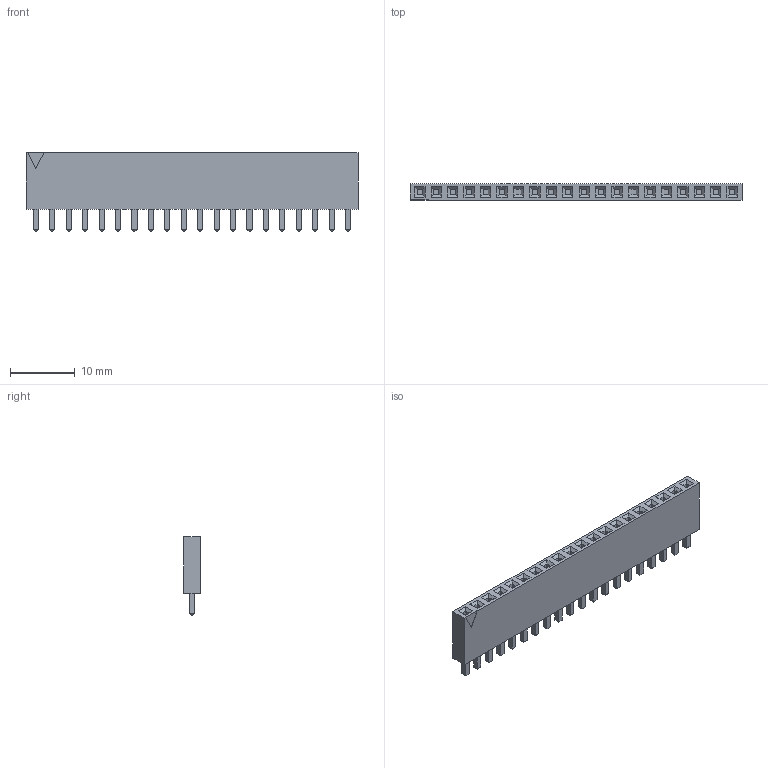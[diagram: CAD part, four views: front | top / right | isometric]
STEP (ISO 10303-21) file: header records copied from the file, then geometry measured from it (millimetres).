
FILE_DESCRIPTION(('FreeCAD Model'),'2;1');
FILE_NAME('2281641.1.1.stp','2021-04-16T05:18:52',( 'Author'),(''),'Open CASCADE STEP processor 6.9','FreeCAD','Unknown' );
FILE_SCHEMA(('AUTOMOTIVE_DESIGN { 1 0 10303 214 1 1 1 1 }'));
Length unit declared in the file: millimetre
Products named in the file (3): ASSEMBLY; Body; LeadsArray
Assembly tree (2 placements, depth 2):
  ASSEMBLY
    Body
    LeadsArray
Bounding box: 51.3 x 2.54 x 12.2 mm (x, y, z)
Volume: 1113.2 mm3; surface area: 1989.7 mm2
Topology: 21 solids, 21 shells, 389 faces, 821 edges, 494 vertices
Faces by surface type: plane 389
Entity records: 20847 total; most frequent: CARTESIAN_POINT 3349, DIRECTION 3247, LINE 2463, VECTOR 2463, ORIENTED_EDGE 1642, PCURVE 1642, DEFINITIONAL_REPRESENTATION 1642, EDGE_CURVE 821
